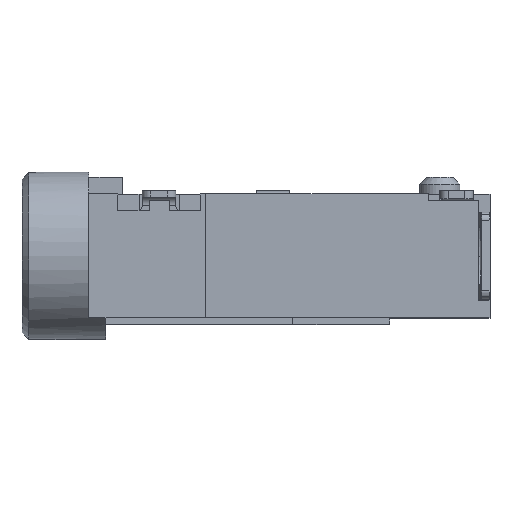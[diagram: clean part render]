
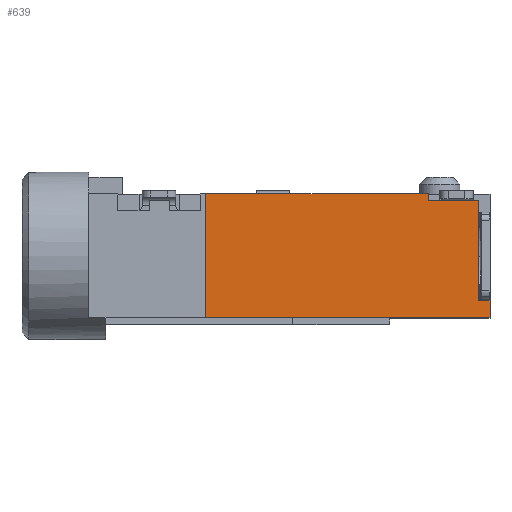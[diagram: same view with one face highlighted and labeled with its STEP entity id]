
A CAD part, top view. The second image highlights one B-rep face of the part: STEP entity #639.
In plain terms, the highlighted planar face has unit normal (0, 0, 1).
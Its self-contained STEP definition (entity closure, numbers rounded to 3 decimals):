
#639=ADVANCED_FACE('NONE',(#1461),#1462,.F.);
#1461=FACE_OUTER_BOUND('',#2468,.T.);
#1462=PLANE('',#2469);
#2468=EDGE_LOOP('',(#4506,#4507,#4508,#4509,#4510,#4511,#4512,#4513));
#2469=AXIS2_PLACEMENT_3D('',#4514,#4515,#4516);
#4506=ORIENTED_EDGE('',*,*,#6447,.T.);
#4507=ORIENTED_EDGE('',*,*,#6825,.T.);
#4508=ORIENTED_EDGE('',*,*,#6605,.T.);
#4509=ORIENTED_EDGE('',*,*,#6823,.T.);
#4510=ORIENTED_EDGE('',*,*,#6820,.T.);
#4511=ORIENTED_EDGE('',*,*,#6826,.T.);
#4512=ORIENTED_EDGE('',*,*,#6827,.T.);
#4513=ORIENTED_EDGE('',*,*,#6828,.T.);
#4514=CARTESIAN_POINT('',(34.111,285.051,0.));
#4515=DIRECTION('',(0.,0.0,-1.0));
#4516=DIRECTION('',(0.0,-1.0,0.0));
#6447=EDGE_CURVE('NONE',#7880,#7878,#7881,.T.);
#6605=EDGE_CURVE('NONE',#8145,#8143,#8146,.T.);
#6820=EDGE_CURVE('NONE',#8445,#8443,#8446,.T.);
#6823=EDGE_CURVE('NONE',#8143,#8445,#8449,.T.);
#6825=EDGE_CURVE('NONE',#7878,#8145,#8451,.T.);
#6826=EDGE_CURVE('NONE',#8443,#8452,#8453,.T.);
#6827=EDGE_CURVE('NONE',#8452,#8454,#8455,.T.);
#6828=EDGE_CURVE('NONE',#8454,#7880,#8456,.T.);
#7878=VERTEX_POINT('NONE',#9984);
#7880=VERTEX_POINT('NONE',#9987);
#7881=LINE('',#9988,#9989);
#8143=VERTEX_POINT('NONE',#10441);
#8145=VERTEX_POINT('NONE',#10444);
#8146=LINE('',#10445,#10446);
#8443=VERTEX_POINT('NONE',#10896);
#8445=VERTEX_POINT('NONE',#10899);
#8446=LINE('',#10900,#10901);
#8449=LINE('',#10905,#10906);
#8451=LINE('',#10908,#10909);
#8452=VERTEX_POINT('NONE',#10910);
#8453=LINE('',#10911,#10912);
#8454=VERTEX_POINT('NONE',#10913);
#8455=LINE('',#10914,#10915);
#8456=LINE('',#10916,#10917);
#9984=CARTESIAN_POINT('',(40.111,283.201,0.));
#9987=CARTESIAN_POINT('',(31.611,283.201,0.));
#9988=CARTESIAN_POINT('',(31.611,283.201,0.));
#9989=VECTOR('',#12368,1000.0);
#10441=CARTESIAN_POINT('',(39.761,283.721,0.));
#10444=CARTESIAN_POINT('',(40.111,283.721,0.));
#10445=CARTESIAN_POINT('',(40.111,283.721,0.));
#10446=VECTOR('',#12513,1000.0);
#10896=CARTESIAN_POINT('',(38.261,286.701,0.));
#10899=CARTESIAN_POINT('',(39.761,286.701,0.));
#10900=CARTESIAN_POINT('',(39.761,286.701,0.));
#10901=VECTOR('',#12721,1000.0);
#10905=CARTESIAN_POINT('',(39.761,283.721,0.));
#10906=VECTOR('',#12723,1000.0);
#10908=CARTESIAN_POINT('',(40.111,283.201,0.));
#10909=VECTOR('',#12724,1000.0);
#10910=CARTESIAN_POINT('',(38.261,286.901,0.));
#10911=CARTESIAN_POINT('',(38.261,286.701,0.));
#10912=VECTOR('',#12725,1000.0);
#10913=CARTESIAN_POINT('',(31.611,286.901,0.));
#10914=CARTESIAN_POINT('',(38.261,286.901,0.));
#10915=VECTOR('',#12726,1000.0);
#10916=CARTESIAN_POINT('',(31.611,286.901,0.));
#10917=VECTOR('',#12727,1000.0);
#12368=DIRECTION('',(1.0,0.,0.));
#12513=DIRECTION('',(-1.0,0.,0.0));
#12721=DIRECTION('',(-1.0,0.,0.));
#12723=DIRECTION('',(0.,1.0,0.0));
#12724=DIRECTION('',(0.,1.0,0.0));
#12725=DIRECTION('',(0.,1.0,0.));
#12726=DIRECTION('',(-1.0,0.,0.));
#12727=DIRECTION('',(0.,-1.0,0.0));
